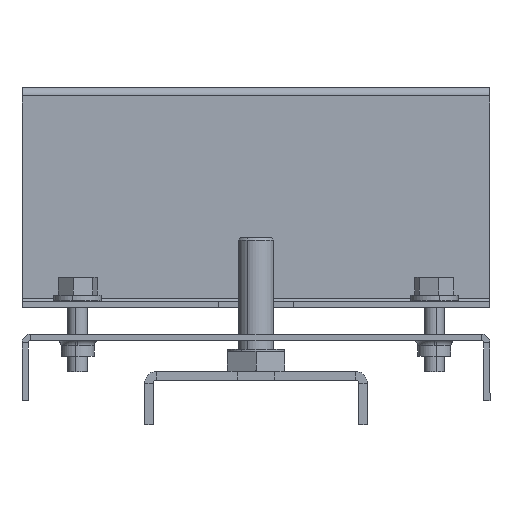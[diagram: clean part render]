
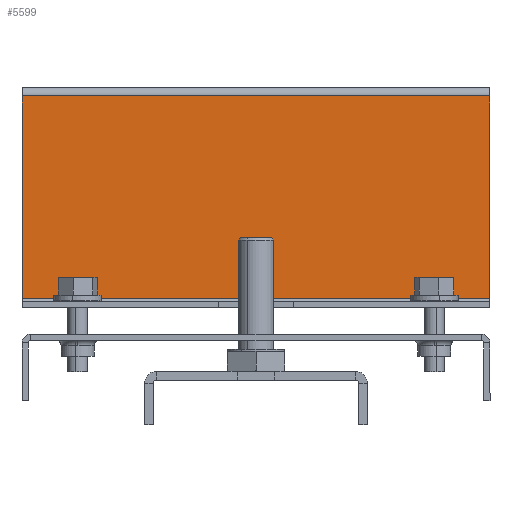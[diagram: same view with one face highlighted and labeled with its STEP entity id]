
A CAD part, left-side view. The second image highlights one B-rep face of the part: STEP entity #5599.
In plain terms, the highlighted planar face has unit normal (-1, 0, 0).
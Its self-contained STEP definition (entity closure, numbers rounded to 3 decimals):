
#157 = CARTESIAN_POINT ( 'NONE',  ( -128.4, 52.5, 0.6 ) ) ;
#444 = DIRECTION ( 'NONE',  ( 0., 1., 0. ) ) ;
#473 = CARTESIAN_POINT ( 'NONE',  ( -128.4, -52.5, 0.6 ) ) ;
#639 = ORIENTED_EDGE ( 'NONE', *, *, #1325, .T. ) ;
#749 = LINE ( 'NONE', #1868, #3154 ) ;
#869 = CARTESIAN_POINT ( 'NONE',  ( -128.4, 0., 0. ) ) ;
#922 = VECTOR ( 'NONE', #1284, 1000. ) ;
#1152 = EDGE_LOOP ( 'NONE', ( #3199, #2771, #4038, #639 ) ) ;
#1284 = DIRECTION ( 'NONE',  ( 0., -1., 0. ) ) ;
#1325 = EDGE_CURVE ( 'NONE', #3428, #3104, #749, .T. ) ;
#1389 = LINE ( 'NONE', #5147, #5173 ) ;
#1868 = CARTESIAN_POINT ( 'NONE',  ( -128.4, -52.5, 46.6 ) ) ;
#1921 = DIRECTION ( 'NONE',  ( 0., 0., -1. ) ) ;
#2658 = LINE ( 'NONE', #5762, #922 ) ;
#2771 = ORIENTED_EDGE ( 'NONE', *, *, #3643, .T. ) ;
#3104 = VERTEX_POINT ( 'NONE', #5144 ) ;
#3154 = VECTOR ( 'NONE', #4552, 1000. ) ;
#3169 = VECTOR ( 'NONE', #444, 1000. ) ;
#3199 = ORIENTED_EDGE ( 'NONE', *, *, #5060, .F. ) ;
#3241 = EDGE_CURVE ( 'NONE', #3428, #3337, #6042, .T. ) ;
#3337 = VERTEX_POINT ( 'NONE', #157 ) ;
#3428 = VERTEX_POINT ( 'NONE', #473 ) ;
#3643 = EDGE_CURVE ( 'NONE', #5031, #3337, #1389, .T. ) ;
#3790 = CARTESIAN_POINT ( 'NONE',  ( -128.4, 52.5, 46. ) ) ;
#3873 = CARTESIAN_POINT ( 'NONE',  ( -128.4, 0., 0.6 ) ) ;
#4038 = ORIENTED_EDGE ( 'NONE', *, *, #3241, .F. ) ;
#4369 = PLANE ( 'NONE',  #5005 ) ;
#4506 = FACE_OUTER_BOUND ( 'NONE', #1152, .T. ) ;
#4552 = DIRECTION ( 'NONE',  ( 0., 0., 1. ) ) ;
#5005 = AXIS2_PLACEMENT_3D ( 'NONE', #869, #5268, #5422 ) ;
#5031 = VERTEX_POINT ( 'NONE', #3790 ) ;
#5060 = EDGE_CURVE ( 'NONE', #5031, #3104, #2658, .T. ) ;
#5144 = CARTESIAN_POINT ( 'NONE',  ( -128.4, -52.5, 46. ) ) ;
#5147 = CARTESIAN_POINT ( 'NONE',  ( -128.4, 52.5, 0. ) ) ;
#5173 = VECTOR ( 'NONE', #1921, 1000. ) ;
#5268 = DIRECTION ( 'NONE',  ( 1., 0., 0. ) ) ;
#5422 = DIRECTION ( 'NONE',  ( 0., 0., -1. ) ) ;
#5599 = ADVANCED_FACE ( 'NONE', ( #4506 ), #4369, .F. ) ;
#5762 = CARTESIAN_POINT ( 'NONE',  ( -128.4, 52.5, 46. ) ) ;
#6042 = LINE ( 'NONE', #3873, #3169 ) ;
